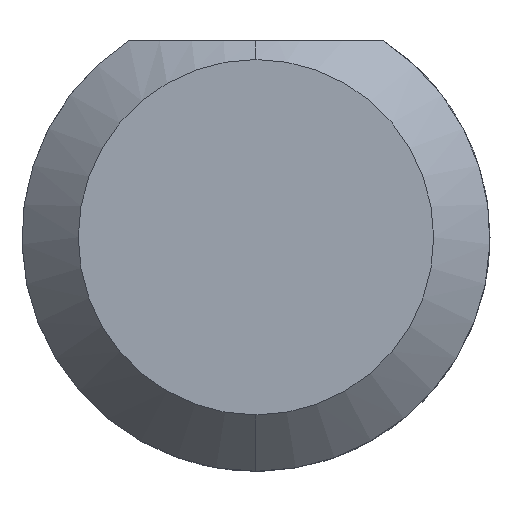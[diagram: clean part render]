
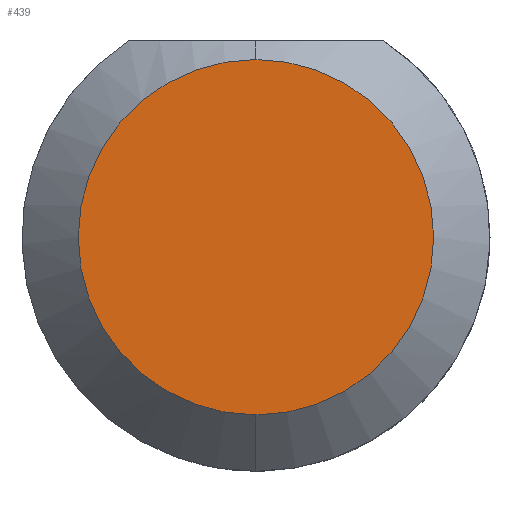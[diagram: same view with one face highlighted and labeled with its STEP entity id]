
A CAD part, left-side view. The second image highlights one B-rep face of the part: STEP entity #439.
In plain terms, the highlighted planar face has unit normal (-1, 0, 0).
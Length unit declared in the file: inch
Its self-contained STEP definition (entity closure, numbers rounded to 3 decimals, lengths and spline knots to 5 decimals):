
#44 = CARTESIAN_POINT ( 'NONE',  ( 0., 0., 0. ) ) ;
#56 = FACE_OUTER_BOUND ( 'NONE', #500, .T. ) ;
#58 = CARTESIAN_POINT ( 'NONE',  ( 0., 0., 0. ) ) ;
#99 = VERTEX_POINT ( 'NONE', #283 ) ;
#111 = DIRECTION ( 'NONE',  ( -1., 0., 0. ) ) ;
#116 = EDGE_CURVE ( 'NONE', #99, #512, #549, .T. ) ;
#125 = EDGE_CURVE ( 'NONE', #512, #99, #226, .T. ) ;
#176 = DIRECTION ( 'NONE',  ( 0., 0., 1. ) ) ;
#189 = CARTESIAN_POINT ( 'NONE',  ( 0., 0., -0.04735 ) ) ;
#208 = ORIENTED_EDGE ( 'NONE', *, *, #125, .T. ) ;
#226 = CIRCLE ( 'NONE', #680, 0.04735 ) ;
#228 = DIRECTION ( 'NONE',  ( 0., 0., -1. ) ) ;
#283 = CARTESIAN_POINT ( 'NONE',  ( 0., 0., 0.04735 ) ) ;
#324 = DIRECTION ( 'NONE',  ( 1., 0., 0. ) ) ;
#326 = AXIS2_PLACEMENT_3D ( 'NONE', #58, #111, #447 ) ;
#336 = PLANE ( 'NONE',  #341 ) ;
#341 = AXIS2_PLACEMENT_3D ( 'NONE', #44, #324, #228 ) ;
#389 = ORIENTED_EDGE ( 'NONE', *, *, #116, .T. ) ;
#439 = ADVANCED_FACE ( 'NONE', ( #56 ), #336, .F. ) ;
#447 = DIRECTION ( 'NONE',  ( 0., 0., 1. ) ) ;
#500 = EDGE_LOOP ( 'NONE', ( #208, #389 ) ) ;
#512 = VERTEX_POINT ( 'NONE', #189 ) ;
#549 = CIRCLE ( 'NONE', #326, 0.04735 ) ;
#567 = DIRECTION ( 'NONE',  ( -1., 0., 0. ) ) ;
#680 = AXIS2_PLACEMENT_3D ( 'NONE', #740, #567, #176 ) ;
#740 = CARTESIAN_POINT ( 'NONE',  ( 0., 0., 0. ) ) ;
